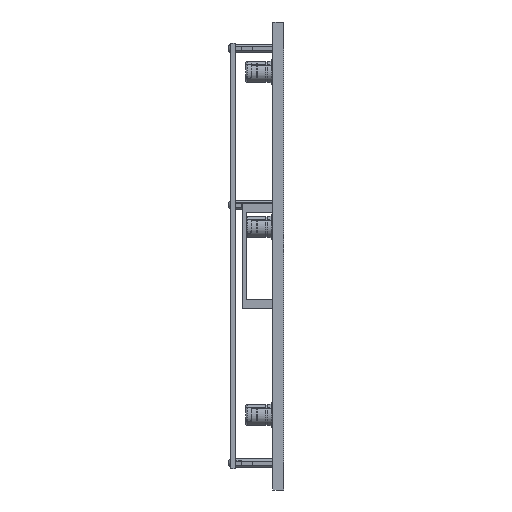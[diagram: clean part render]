
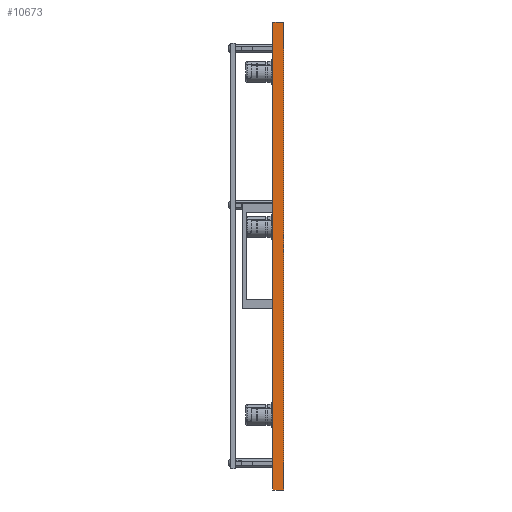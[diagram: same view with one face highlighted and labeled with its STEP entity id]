
A CAD part, left-side view. The second image highlights one B-rep face of the part: STEP entity #10673.
In plain terms, the highlighted planar face has unit normal (-1, 0, 0).
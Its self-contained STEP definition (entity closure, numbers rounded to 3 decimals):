
#240 = EDGE_CURVE ( 'NONE', #2076, #9427, #4099, .T. ) ;
#886 = EDGE_CURVE ( 'NONE', #2076, #5846, #7534, .T. ) ;
#1155 = ORIENTED_EDGE ( 'NONE', *, *, #6884, .T. ) ;
#1650 = CARTESIAN_POINT ( 'NONE',  ( -375.6, 0., 0. ) ) ;
#1743 = DIRECTION ( 'NONE',  ( 0., 0., -1. ) ) ;
#2076 = VERTEX_POINT ( 'NONE', #1650 ) ;
#2528 = DIRECTION ( 'NONE',  ( -1., 0., 0. ) ) ;
#3210 = CARTESIAN_POINT ( 'NONE',  ( -375.6, 10., 0. ) ) ;
#3919 = CARTESIAN_POINT ( 'NONE',  ( -375.6, 0., -434. ) ) ;
#4099 = LINE ( 'NONE', #14770, #13609 ) ;
#4915 = EDGE_CURVE ( 'NONE', #9427, #5146, #8697, .T. ) ;
#4948 = EDGE_LOOP ( 'NONE', ( #5028, #9520, #7337, #1155 ) ) ;
#5028 = ORIENTED_EDGE ( 'NONE', *, *, #886, .F. ) ;
#5146 = VERTEX_POINT ( 'NONE', #14270 ) ;
#5846 = VERTEX_POINT ( 'NONE', #10984 ) ;
#6373 = VECTOR ( 'NONE', #1743, 1000. ) ;
#6550 = CARTESIAN_POINT ( 'NONE',  ( -375.6, 10., 0. ) ) ;
#6621 = LINE ( 'NONE', #11321, #9870 ) ;
#6884 = EDGE_CURVE ( 'NONE', #5146, #5846, #6621, .T. ) ;
#6955 = VECTOR ( 'NONE', #11383, 1000. ) ;
#7169 = PLANE ( 'NONE',  #13357 ) ;
#7337 = ORIENTED_EDGE ( 'NONE', *, *, #4915, .T. ) ;
#7534 = LINE ( 'NONE', #13722, #6955 ) ;
#8697 = LINE ( 'NONE', #6550, #6373 ) ;
#9427 = VERTEX_POINT ( 'NONE', #3210 ) ;
#9520 = ORIENTED_EDGE ( 'NONE', *, *, #240, .T. ) ;
#9870 = VECTOR ( 'NONE', #14888, 1000. ) ;
#10673 = ADVANCED_FACE ( 'NONE', ( #14520 ), #7169, .T. ) ;
#10984 = CARTESIAN_POINT ( 'NONE',  ( -375.6, 0., -434. ) ) ;
#11201 = DIRECTION ( 'NONE',  ( 0., 1., 0. ) ) ;
#11321 = CARTESIAN_POINT ( 'NONE',  ( -375.6, 10., -434. ) ) ;
#11383 = DIRECTION ( 'NONE',  ( 0., 0., -1. ) ) ;
#12029 = DIRECTION ( 'NONE',  ( 0., 0., 1. ) ) ;
#13357 = AXIS2_PLACEMENT_3D ( 'NONE', #3919, #2528, #12029 ) ;
#13609 = VECTOR ( 'NONE', #11201, 1000. ) ;
#13722 = CARTESIAN_POINT ( 'NONE',  ( -375.6, 0., 0. ) ) ;
#14270 = CARTESIAN_POINT ( 'NONE',  ( -375.6, 10., -434. ) ) ;
#14520 = FACE_OUTER_BOUND ( 'NONE', #4948, .T. ) ;
#14770 = CARTESIAN_POINT ( 'NONE',  ( -375.6, 0., 0. ) ) ;
#14888 = DIRECTION ( 'NONE',  ( 0., -1., 0. ) ) ;
